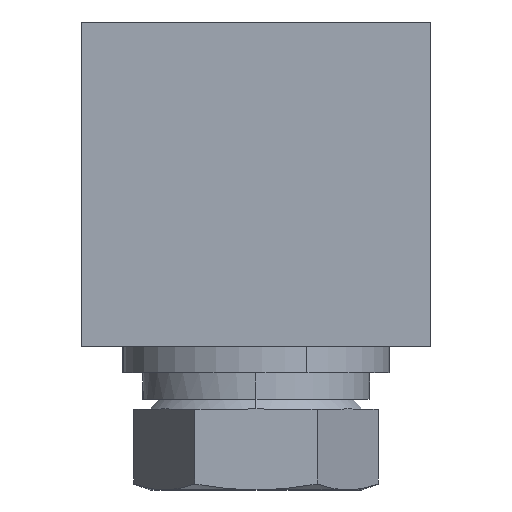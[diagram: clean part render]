
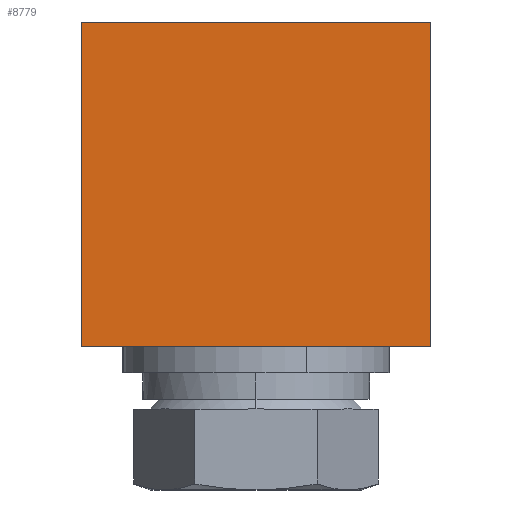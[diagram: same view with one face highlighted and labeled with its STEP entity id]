
A CAD part, left-side view. The second image highlights one B-rep face of the part: STEP entity #8779.
In plain terms, the highlighted planar face has unit normal (-1, 0, 0).
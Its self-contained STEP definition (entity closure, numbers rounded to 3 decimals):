
#13 = PLANE ( 'NONE',  #7687 ) ;
#71 = DIRECTION ( 'NONE',  ( 0., 0., -1. ) ) ;
#126 = VECTOR ( 'NONE', #7607, 1000. ) ;
#434 = VECTOR ( 'NONE', #585, 1000. ) ;
#585 = DIRECTION ( 'NONE',  ( 0., -1., 0. ) ) ;
#643 = VECTOR ( 'NONE', #2562, 1000. ) ;
#1915 = VERTEX_POINT ( 'NONE', #6012 ) ;
#2093 = VERTEX_POINT ( 'NONE', #4499 ) ;
#2284 = ORIENTED_EDGE ( 'NONE', *, *, #2873, .F. ) ;
#2562 = DIRECTION ( 'NONE',  ( 0., 0., 1. ) ) ;
#2755 = CARTESIAN_POINT ( 'NONE',  ( 0., 21., 0. ) ) ;
#2873 = EDGE_CURVE ( 'NONE', #10369, #1915, #7045, .T. ) ;
#2973 = CARTESIAN_POINT ( 'NONE',  ( 0., 21., -19.5 ) ) ;
#3142 = EDGE_CURVE ( 'NONE', #2093, #1915, #4278, .T. ) ;
#3390 = CARTESIAN_POINT ( 'NONE',  ( 0., 21., -19.5 ) ) ;
#4278 = LINE ( 'NONE', #10223, #5179 ) ;
#4499 = CARTESIAN_POINT ( 'NONE',  ( 0., 0., -19.5 ) ) ;
#5014 = LINE ( 'NONE', #3390, #126 ) ;
#5179 = VECTOR ( 'NONE', #8530, 1000. ) ;
#5239 = EDGE_CURVE ( 'NONE', #10034, #10369, #9961, .T. ) ;
#5525 = CARTESIAN_POINT ( 'NONE',  ( 0., 21., 0. ) ) ;
#5668 = FACE_OUTER_BOUND ( 'NONE', #9426, .T. ) ;
#6012 = CARTESIAN_POINT ( 'NONE',  ( 0., 0., 0. ) ) ;
#6663 = CARTESIAN_POINT ( 'NONE',  ( 0., 21., 0. ) ) ;
#6846 = DIRECTION ( 'NONE',  ( 1., 0., 0. ) ) ;
#7002 = EDGE_CURVE ( 'NONE', #10034, #2093, #5014, .T. ) ;
#7045 = LINE ( 'NONE', #5525, #434 ) ;
#7370 = ORIENTED_EDGE ( 'NONE', *, *, #7002, .T. ) ;
#7485 = CARTESIAN_POINT ( 'NONE',  ( 0., 21., 0. ) ) ;
#7607 = DIRECTION ( 'NONE',  ( 0., -1., 0. ) ) ;
#7687 = AXIS2_PLACEMENT_3D ( 'NONE', #7485, #6846, #71 ) ;
#8530 = DIRECTION ( 'NONE',  ( 0., 0., 1. ) ) ;
#8779 = ADVANCED_FACE ( 'NONE', ( #5668 ), #13, .F. ) ;
#9426 = EDGE_LOOP ( 'NONE', ( #9636, #2284, #10497, #7370 ) ) ;
#9636 = ORIENTED_EDGE ( 'NONE', *, *, #3142, .T. ) ;
#9961 = LINE ( 'NONE', #6663, #643 ) ;
#10034 = VERTEX_POINT ( 'NONE', #2973 ) ;
#10223 = CARTESIAN_POINT ( 'NONE',  ( 0., 0., 0. ) ) ;
#10369 = VERTEX_POINT ( 'NONE', #2755 ) ;
#10497 = ORIENTED_EDGE ( 'NONE', *, *, #5239, .F. ) ;
